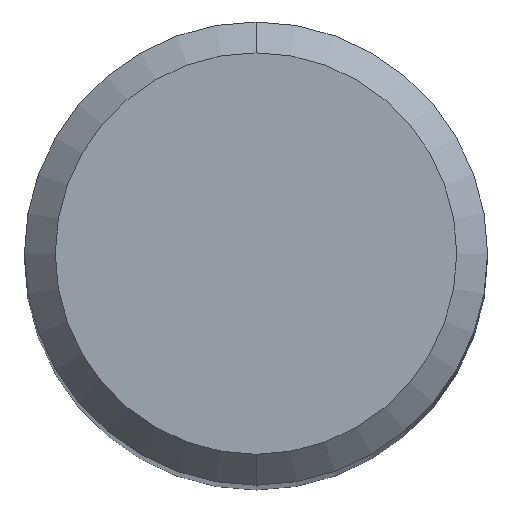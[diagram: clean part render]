
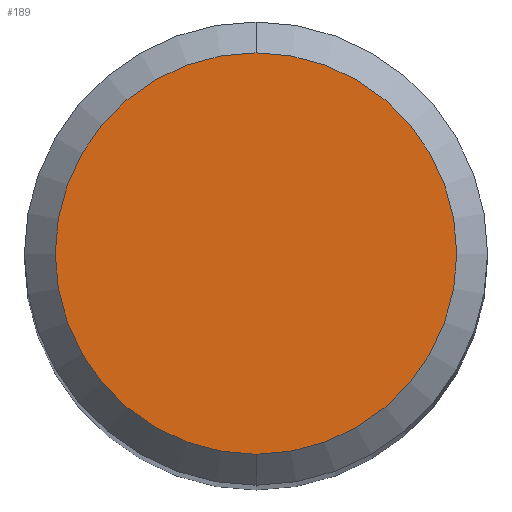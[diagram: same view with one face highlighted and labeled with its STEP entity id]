
A CAD part, top view. The second image highlights one B-rep face of the part: STEP entity #189.
In plain terms, the highlighted planar face has unit normal (0, 0, 1).
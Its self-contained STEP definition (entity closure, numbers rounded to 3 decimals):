
#189=ADVANCED_FACE('',(#498),#499,.T.);
#235=VERTEX_POINT('',#549);
#275=EDGE_CURVE('',#235,#447,#592,.T.);
#351=EDGE_CURVE('',#447,#235,#674,.T.);
#447=VERTEX_POINT('',#782);
#498=FACE_OUTER_BOUND('',#882,.T.);
#499=PLANE('',#883);
#549=CARTESIAN_POINT('',(0.0,2.6,0.0));
#592=CIRCLE('',#1134,2.6);
#674=CIRCLE('',#1258,2.6);
#782=CARTESIAN_POINT('',(0.,-2.6,0.0));
#882=EDGE_LOOP('',(#1465,#1466));
#883=AXIS2_PLACEMENT_3D('',#1467,#1468,#1469);
#1134=AXIS2_PLACEMENT_3D('',#1565,#1566,#1567);
#1258=AXIS2_PLACEMENT_3D('',#1652,#1653,#1654);
#1465=ORIENTED_EDGE('',*,*,#275,.F.);
#1466=ORIENTED_EDGE('',*,*,#351,.F.);
#1467=CARTESIAN_POINT('',(0.0,1.3,0.0));
#1468=DIRECTION('',(-0.0,0.0,1.0));
#1469=DIRECTION('',(0.0,-1.0,0.0));
#1565=CARTESIAN_POINT('',(0.0,0.0,0.0));
#1566=DIRECTION('',(0.0,0.0,-1.0));
#1567=DIRECTION('',(0.0,1.0,0.0));
#1652=CARTESIAN_POINT('',(0.0,0.0,0.0));
#1653=DIRECTION('',(0.0,0.0,-1.0));
#1654=DIRECTION('',(0.0,1.0,0.0));
